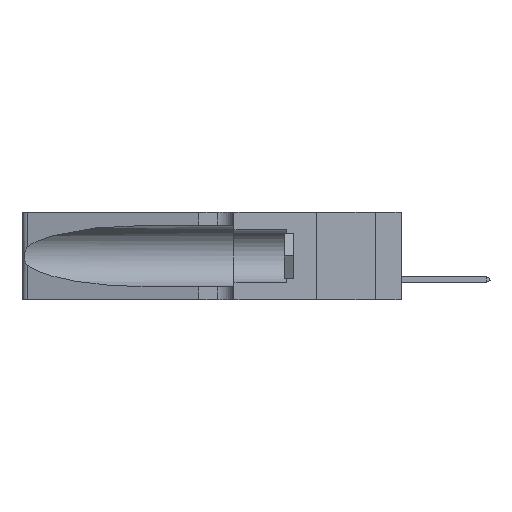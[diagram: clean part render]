
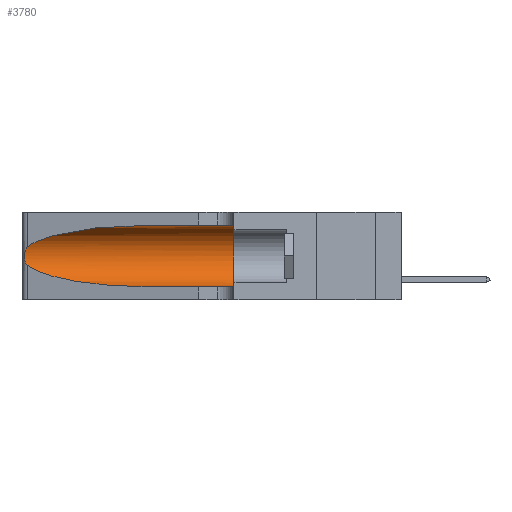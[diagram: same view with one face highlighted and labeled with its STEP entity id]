
A CAD part, left-side view. The second image highlights one B-rep face of the part: STEP entity #3780.
In plain terms, the highlighted cylindrical face has radius 3.308 mm (diameter 6.617 mm), a partial arc.
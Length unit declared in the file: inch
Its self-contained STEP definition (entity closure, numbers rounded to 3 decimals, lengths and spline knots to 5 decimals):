
#507 = DIRECTION ( 'NONE',  ( 0., 0., 1. ) ) ;
#756 = CIRCLE ( 'NONE', #17339, 0.13025 ) ;
#1445 = CARTESIAN_POINT ( 'NONE',  ( 0.25639, 1.23184, 0.21858 ) ) ;
#1456 = VERTEX_POINT ( 'NONE', #39690 ) ;
#1497 = CARTESIAN_POINT ( 'NONE',  ( 0.2373, 1.15595, 0.28018 ) ) ;
#2147 = AXIS2_PLACEMENT_3D ( 'NONE', #22029, #19848, #29473 ) ;
#2610 = CARTESIAN_POINT ( 'NONE',  ( 0.26018, 1.23835, 0.19895 ) ) ;
#3780 = ADVANCED_FACE ( 'NONE', ( #24366 ), #23850, .F. ) ;
#4607 = CARTESIAN_POINT ( 'NONE',  ( 0.18966, 0.96281, 0.31525 ) ) ;
#4731 =( BOUNDED_CURVE ( )  B_SPLINE_CURVE ( 3, ( #11220, #4607, #1497, #33904 ),
 .UNSPECIFIED., .F., .T. ) 
 B_SPLINE_CURVE_WITH_KNOTS ( ( 4, 4 ),
 ( 1.5708, 2.84003 ),
 .UNSPECIFIED. ) 
 CURVE ( )  GEOMETRIC_REPRESENTATION_ITEM ( )  RATIONAL_B_SPLINE_CURVE ( ( 1., 0.87, 0.87, 1. ) ) 
 REPRESENTATION_ITEM ( '' )  );
#5282 = CARTESIAN_POINT ( 'NONE',  ( 0.25487, 1.22718, 0.22369 ) ) ;
#5416 = CARTESIAN_POINT ( 'NONE',  ( 0.25487, 1.22718, 0.22369 ) ) ;
#5662 = CARTESIAN_POINT ( 'NONE',  ( 0.1305, 0.35, 0.05475 ) ) ;
#5863 = CARTESIAN_POINT ( 'NONE',  ( 0.26075, 1.23896, 0.19203 ) ) ;
#5980 = VECTOR ( 'NONE', #19987, 39.37008 ) ;
#6000 = CARTESIAN_POINT ( 'NONE',  ( 0.26017, 1.23833, 0.17102 ) ) ;
#7036 = CARTESIAN_POINT ( 'NONE',  ( 0.25487, 1.22718, 0.14631 ) ) ;
#7312 = CARTESIAN_POINT ( 'NONE',  ( 0.1305, 0.72297, 0.05475 ) ) ;
#8804 = ORIENTED_EDGE ( 'NONE', *, *, #11217, .T. ) ;
#10438 = ORIENTED_EDGE ( 'NONE', *, *, #36293, .F. ) ;
#10698 = CARTESIAN_POINT ( 'NONE',  ( 0.1305, 1.61858, 0.05475 ) ) ;
#11124 = EDGE_CURVE ( 'NONE', #34887, #19420, #25538, .T. ) ;
#11217 = EDGE_CURVE ( 'NONE', #19420, #24583, #24746, .T. ) ;
#11220 = CARTESIAN_POINT ( 'NONE',  ( 0.1305, 0.72297, 0.31525 ) ) ;
#11747 = CARTESIAN_POINT ( 'NONE',  ( 0.25555, 1.22994, 0.2215 ) ) ;
#12039 = CARTESIAN_POINT ( 'NONE',  ( 0.25487, 1.22718, 0.14631 ) ) ;
#12459 = CARTESIAN_POINT ( 'NONE',  ( 0.1305, 0.35, 0.31525 ) ) ;
#13190 = LINE ( 'NONE', #10698, #24912 ) ;
#13440 = CARTESIAN_POINT ( 'NONE',  ( 0.1305, 1.61858, 0.31525 ) ) ;
#15441 = CARTESIAN_POINT ( 'NONE',  ( 0.18966, 0.96281, 0.05475 ) ) ;
#17339 = AXIS2_PLACEMENT_3D ( 'NONE', #26427, #32830, #507 ) ;
#17688 = ORIENTED_EDGE ( 'NONE', *, *, #29327, .F. ) ;
#18289 = CARTESIAN_POINT ( 'NONE',  ( 0.25639, 1.23186, 0.15144 ) ) ;
#18709 = CARTESIAN_POINT ( 'NONE',  ( 0.25787, 1.23484, 0.2124 ) ) ;
#19126 = ORIENTED_EDGE ( 'NONE', *, *, #11124, .T. ) ;
#19420 = VERTEX_POINT ( 'NONE', #7036 ) ;
#19848 = DIRECTION ( 'NONE',  ( 0., -1., 0. ) ) ;
#19987 = DIRECTION ( 'NONE',  ( 0., -1., 0. ) ) ;
#21830 = CARTESIAN_POINT ( 'NONE',  ( 0.2373, 1.15595, 0.08982 ) ) ;
#21973 = CARTESIAN_POINT ( 'NONE',  ( 0.25854, 1.2359, 0.20912 ) ) ;
#22029 = CARTESIAN_POINT ( 'NONE',  ( 0.1305, 1.61858, 0.185 ) ) ;
#23645 = LINE ( 'NONE', #13440, #5980 ) ;
#23850 = CYLINDRICAL_SURFACE ( 'NONE', #2147, 0.13025 ) ;
#24366 = FACE_OUTER_BOUND ( 'NONE', #37837, .T. ) ;
#24583 = VERTEX_POINT ( 'NONE', #31024 ) ;
#24691 = VERTEX_POINT ( 'NONE', #12459 ) ;
#24746 =( BOUNDED_CURVE ( )  B_SPLINE_CURVE ( 3, ( #12039, #21830, #15441, #7312 ),
 .UNSPECIFIED., .F., .F. ) 
 B_SPLINE_CURVE_WITH_KNOTS ( ( 4, 4 ),
 ( 3.44316, 4.71239 ),
 .UNSPECIFIED. ) 
 CURVE ( )  GEOMETRIC_REPRESENTATION_ITEM ( )  RATIONAL_B_SPLINE_CURVE ( ( 1., 0.87, 0.87, 1. ) ) 
 REPRESENTATION_ITEM ( '' )  );
#24912 = VECTOR ( 'NONE', #39620, 39.37008 ) ;
#24954 = CARTESIAN_POINT ( 'NONE',  ( 0.25789, 1.23486, 0.15765 ) ) ;
#25250 = CARTESIAN_POINT ( 'NONE',  ( 0.25555, 1.22993, 0.14849 ) ) ;
#25538 = B_SPLINE_CURVE_WITH_KNOTS ( 'NONE', 3,
 ( #5282, #11747, #1445, #18709, #21973, #2610, #5863, #31741, #6000, #35018, #24954, #18289, #25250, #41391 ),
 .UNSPECIFIED., .F., .F.,
 ( 4, 2, 2, 2, 2, 2, 4 ),
 ( 0., 0.00027, 0.00053, 0.00107, 0.0016, 0.00187, 0.00214 ),
 .UNSPECIFIED. ) ;
#26427 = CARTESIAN_POINT ( 'NONE',  ( 0.1305, 0.35, 0.185 ) ) ;
#29327 = EDGE_CURVE ( 'NONE', #24691, #41628, #756, .T. ) ;
#29473 = DIRECTION ( 'NONE',  ( 0., 0., -1. ) ) ;
#31024 = CARTESIAN_POINT ( 'NONE',  ( 0.1305, 0.72297, 0.05475 ) ) ;
#31741 = CARTESIAN_POINT ( 'NONE',  ( 0.26075, 1.23896, 0.178 ) ) ;
#32830 = DIRECTION ( 'NONE',  ( 0., 1., 0. ) ) ;
#33010 = EDGE_CURVE ( 'NONE', #1456, #34887, #4731, .T. ) ;
#33904 = CARTESIAN_POINT ( 'NONE',  ( 0.25487, 1.22718, 0.22369 ) ) ;
#33916 = ORIENTED_EDGE ( 'NONE', *, *, #41429, .T. ) ;
#34887 = VERTEX_POINT ( 'NONE', #5416 ) ;
#35018 = CARTESIAN_POINT ( 'NONE',  ( 0.25856, 1.23593, 0.16098 ) ) ;
#36293 = EDGE_CURVE ( 'NONE', #1456, #24691, #23645, .T. ) ;
#37837 = EDGE_LOOP ( 'NONE', ( #39434, #19126, #8804, #33916, #17688, #10438 ) ) ;
#39434 = ORIENTED_EDGE ( 'NONE', *, *, #33010, .T. ) ;
#39620 = DIRECTION ( 'NONE',  ( 0., -1., 0. ) ) ;
#39690 = CARTESIAN_POINT ( 'NONE',  ( 0.1305, 0.72297, 0.31525 ) ) ;
#41391 = CARTESIAN_POINT ( 'NONE',  ( 0.25487, 1.22718, 0.14631 ) ) ;
#41429 = EDGE_CURVE ( 'NONE', #24583, #41628, #13190, .T. ) ;
#41628 = VERTEX_POINT ( 'NONE', #5662 ) ;
